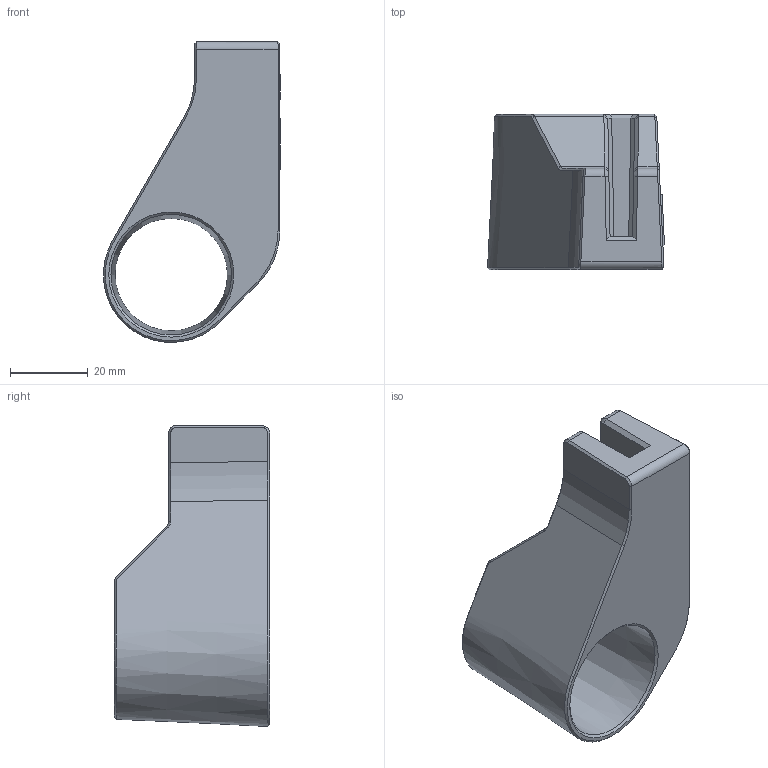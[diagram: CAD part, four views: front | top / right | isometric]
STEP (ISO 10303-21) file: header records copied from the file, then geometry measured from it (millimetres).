
FILE_DESCRIPTION(/* description */ (''),/* implementation_level */ '2;1');
FILE_NAME(/* name */ 'holder-bottom-right v16.step',/* time_stamp */ '2020-07-09T23:08:45+09:00',/* author */ (''),/* organization */ (''),/* preprocessor_version */ 'ST-DEVELOPER v18.1',/* originating_system */ 'Autodesk Translation Framework v9.3.0.1241',/* authorisation */ '');
FILE_SCHEMA (('AUTOMOTIVE_DESIGN { 1 0 10303 214 3 1 1 }'));
Length unit declared in the file: millimetre
Products named in the file (3): holder-bottom-right; mark v6; right
Assembly tree (2 placements, depth 2):
  holder-bottom-right
    mark v6
    right
Bounding box: 45.53 x 40 x 77.47 mm (x, y, z)
Volume: 44203.6 mm3; surface area: 15811.3 mm2
Topology: 1 solids, 1 shells, 112 faces, 286 edges, 178 vertices
Faces by surface type: bspline 52, plane 50, cylinder 7, cone 3
Entity records: 4393 total; most frequent: CARTESIAN_POINT 1960, ORIENTED_EDGE 572, DIRECTION 318, EDGE_CURVE 286, VERTEX_POINT 178, LINE 174, VECTOR 174, EDGE_LOOP 116
